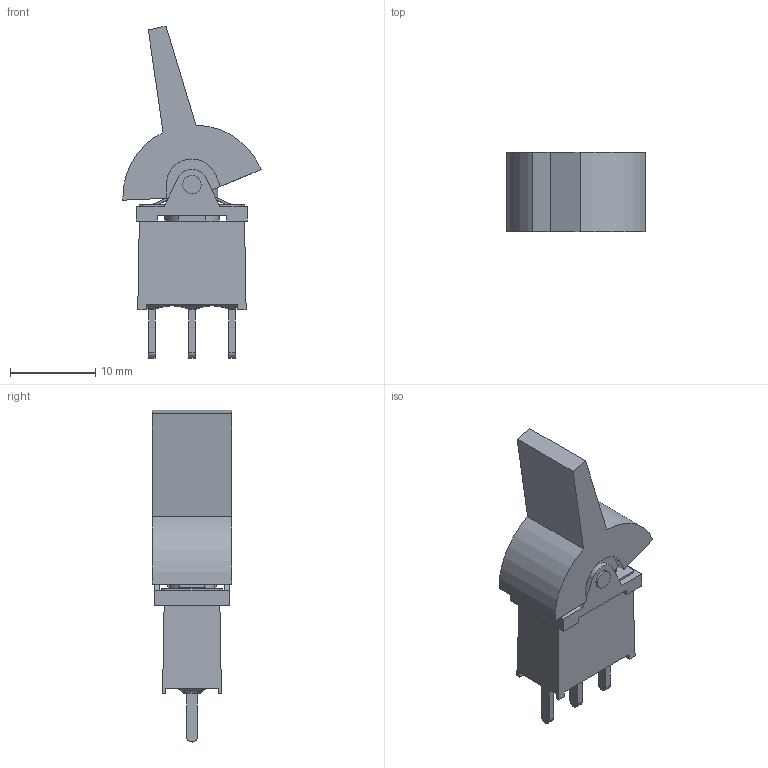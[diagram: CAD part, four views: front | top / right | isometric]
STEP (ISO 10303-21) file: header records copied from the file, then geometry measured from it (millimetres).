
FILE_DESCRIPTION((' '),'2;1');
FILE_NAME('300AWSPxJ2xxxM2xE.stp','2017-08-01T08:31:16',(' '),(' '),' ','ACIS',' ');
FILE_SCHEMA(('CONFIG_CONTROL_DESIGN'));
Length unit declared in the file: inch
Products named in the file (1): 300AWSPxJ2xxxM2xE.stp
Bounding box: 16.21 x 9.27 x 38.91 mm (x, y, z)
Volume: 1873 mm3; surface area: 2246 mm2
Topology: 1 solids, 1 shells, 169 faces, 493 edges, 330 vertices
Faces by surface type: plane 116, cylinder 45, bspline 8
Full cylindrical faces by diameter (mm): 2.15 x4
Entity records: 6224 total; most frequent: CARTESIAN_POINT 1621, ORIENTED_EDGE 978, DIRECTION 879, EDGE_CURVE 489, VECTOR 347, LINE 347, VERTEX_POINT 330, AXIS2_PLACEMENT_3D 266
